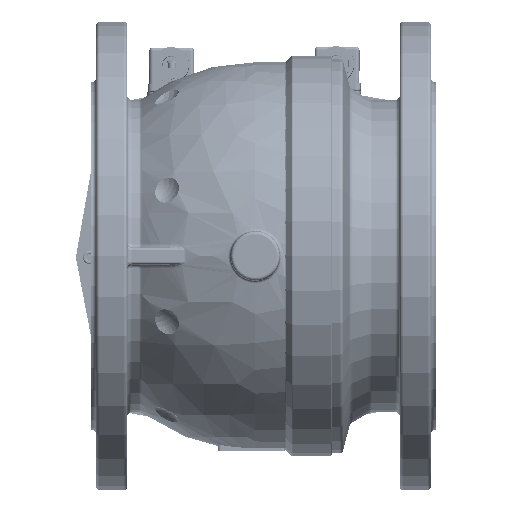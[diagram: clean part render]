
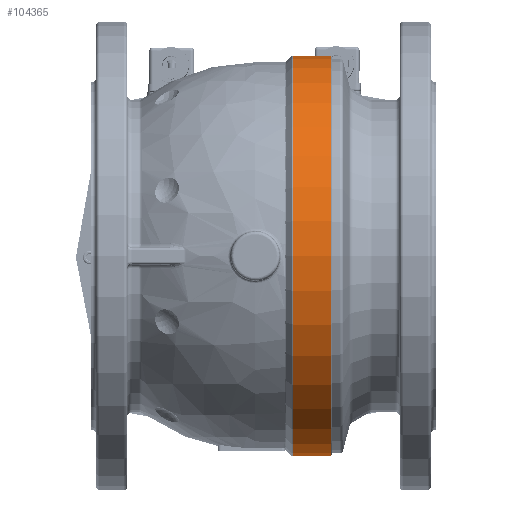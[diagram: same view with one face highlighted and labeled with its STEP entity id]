
A CAD part, front view. The second image highlights one B-rep face of the part: STEP entity #104365.
In plain terms, the highlighted cylindrical face has radius 122 mm (diameter 244 mm), a partial arc.
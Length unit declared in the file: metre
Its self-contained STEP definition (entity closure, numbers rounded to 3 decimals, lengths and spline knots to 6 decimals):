
#190 = ORIENTED_EDGE ( 'NONE', *, *, #78126, .F. ) ;
#6097 = VERTEX_POINT ( 'NONE', #7417 ) ;
#7417 = CARTESIAN_POINT ( 'NONE',  ( 0.045845, -0.158, 0.122 ) ) ;
#15607 = AXIS2_PLACEMENT_3D ( 'NONE', #136171, #170934, #167511 ) ;
#25679 = CARTESIAN_POINT ( 'NONE',  ( 0.03475, -0.158, -0.122 ) ) ;
#29964 = AXIS2_PLACEMENT_3D ( 'NONE', #149504, #95056, #185450 ) ;
#32436 = EDGE_LOOP ( 'NONE', ( #167745, #190, #203774, #182930 ) ) ;
#44224 = CARTESIAN_POINT ( 'NONE',  ( 0.045845, -0.158, -0.122 ) ) ;
#45147 = AXIS2_PLACEMENT_3D ( 'NONE', #60943, #131615, #117704 ) ;
#48596 = VECTOR ( 'NONE', #183981, 1. ) ;
#60943 = CARTESIAN_POINT ( 'NONE',  ( 0.045845, -0.158, 0. ) ) ;
#70957 = CIRCLE ( 'NONE', #45147, 0.122 ) ;
#75080 = LINE ( 'NONE', #128374, #48596 ) ;
#78126 = EDGE_CURVE ( 'NONE', #6097, #102130, #70957, .T. ) ;
#95056 = DIRECTION ( 'NONE',  ( -1., 0., 0. ) ) ;
#102130 = VERTEX_POINT ( 'NONE', #44224 ) ;
#104365 = ADVANCED_FACE ( 'NONE', ( #216717 ), #164597, .T. ) ;
#108533 = VECTOR ( 'NONE', #134563, 1. ) ;
#113095 = CARTESIAN_POINT ( 'NONE',  ( 0.023121, -0.158, 0.122 ) ) ;
#115496 = CIRCLE ( 'NONE', #15607, 0.122 ) ;
#117704 = DIRECTION ( 'NONE',  ( 0., 0., -1. ) ) ;
#127588 = CARTESIAN_POINT ( 'NONE',  ( 0.023121, -0.158, -0.122 ) ) ;
#128374 = CARTESIAN_POINT ( 'NONE',  ( 0.03475, -0.158, 0.122 ) ) ;
#129759 = VERTEX_POINT ( 'NONE', #113095 ) ;
#131615 = DIRECTION ( 'NONE',  ( 1., 0., 0. ) ) ;
#134563 = DIRECTION ( 'NONE',  ( -1., 0., 0. ) ) ;
#136171 = CARTESIAN_POINT ( 'NONE',  ( 0.023121, -0.158, 0. ) ) ;
#146612 = EDGE_CURVE ( 'NONE', #6097, #129759, #75080, .T. ) ;
#149504 = CARTESIAN_POINT ( 'NONE',  ( 0.03475, -0.158, 0. ) ) ;
#160795 = EDGE_CURVE ( 'NONE', #225536, #129759, #115496, .T. ) ;
#164597 = CYLINDRICAL_SURFACE ( 'NONE', #29964, 0.122 ) ;
#167511 = DIRECTION ( 'NONE',  ( 0., -1., 0. ) ) ;
#167745 = ORIENTED_EDGE ( 'NONE', *, *, #192532, .F. ) ;
#169350 = LINE ( 'NONE', #25679, #108533 ) ;
#170934 = DIRECTION ( 'NONE',  ( -1., 0., 0. ) ) ;
#182930 = ORIENTED_EDGE ( 'NONE', *, *, #160795, .F. ) ;
#183981 = DIRECTION ( 'NONE',  ( -1., 0., 0. ) ) ;
#185450 = DIRECTION ( 'NONE',  ( 0., 0., 1. ) ) ;
#192532 = EDGE_CURVE ( 'NONE', #102130, #225536, #169350, .T. ) ;
#203774 = ORIENTED_EDGE ( 'NONE', *, *, #146612, .T. ) ;
#216717 = FACE_OUTER_BOUND ( 'NONE', #32436, .T. ) ;
#225536 = VERTEX_POINT ( 'NONE', #127588 ) ;
